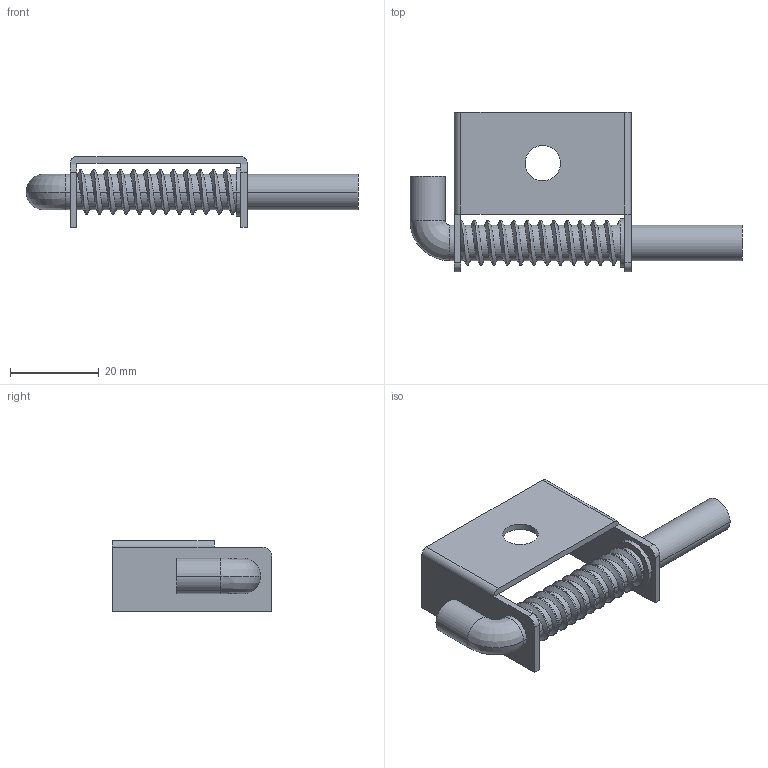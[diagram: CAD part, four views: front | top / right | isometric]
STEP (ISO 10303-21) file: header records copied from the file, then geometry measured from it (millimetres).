
FILE_DESCRIPTION(/* description */ (''),/* implementation_level */ '2;1');
FILE_NAME(/* name */ 'JL001三维',/* time_stamp */ '2024-08-29T09:22:56+08:00',/* author */ (''),/* organization */ (''),/* preprocessor_version */ 'ST-DEVELOPER v19.2',/* originating_system */ 'Rhino 8.5',/* authorisation */ '');
FILE_SCHEMA (('CONFIG_CONTROL_DESIGN'));
Length unit declared in the file: millimetre
Products named in the file (1): Document
Bounding box: 75 x 36 x 16 mm (x, y, z)
Volume: 7264.6 mm3; surface area: 7801.7 mm2
Topology: 4 solids, 4 shells, 68 faces, 173 edges, 113 vertices
Faces by surface type: cylinder 42, plane 22, bspline 4
Entity records: 10296 total; most frequent: CARTESIAN_POINT 8867, ORIENTED_EDGE 346, EDGE_CURVE 173, DIRECTION 148, VERTEX_POINT 113, AXIS2_PLACEMENT_3D 106, B_SPLINE_CURVE_WITH_KNOTS 87, EDGE_LOOP 76
